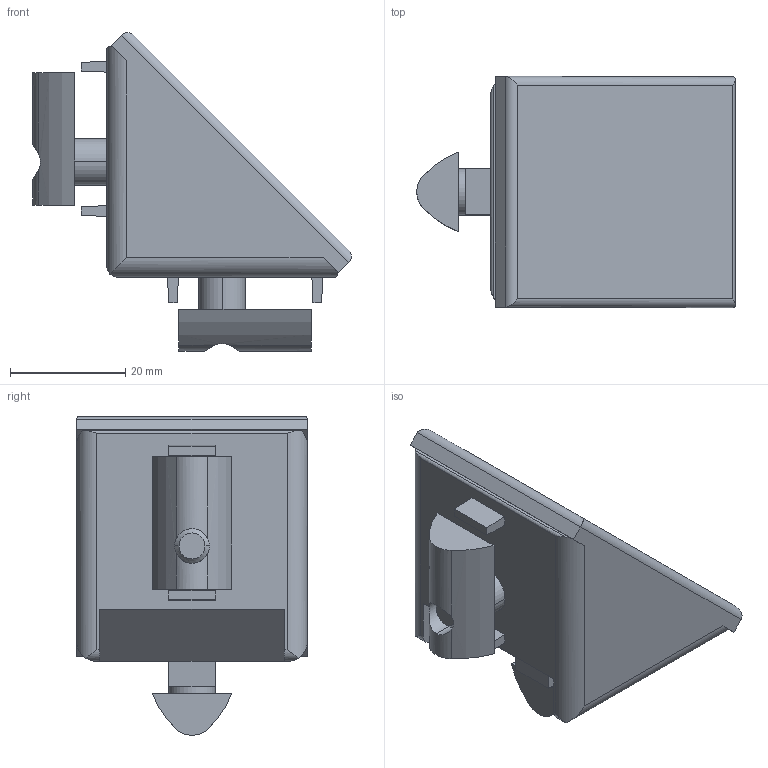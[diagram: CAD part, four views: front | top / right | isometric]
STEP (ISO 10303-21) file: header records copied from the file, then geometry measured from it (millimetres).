
FILE_DESCRIPTION((''),'2;1');
FILE_NAME('KT_ITEM8_WINKELSATZ_40X40','2021-11-18T11:22:50',('rein_je'),(''),'CREO PARAMETRIC BY PTC INC, 2019471','CREO PARAMETRIC BY PTC INC, 2019471','');
FILE_SCHEMA(('AUTOMOTIVE_DESIGN { 1 0 10303 214 1 1 1 1 }'));
Length unit declared in the file: millimetre
Products named in the file (1): KT_ITEM8_WINKELSATZ_40X40
Bounding box: 55.19 x 40 x 55.19 mm (x, y, z)
Volume: 31285.9 mm3; surface area: 16157.5 mm2
Topology: 1 solids, 4 shells, 142 faces, 344 edges, 222 vertices
Faces by surface type: plane 76, cylinder 50, cone 8, torus 8
Entity records: 5485 total; most frequent: CARTESIAN_POINT 1006, ORIENTED_EDGE 680, DIRECTION 672, PRESENTATION_STYLE_ASSIGNMENT 347, STYLED_ITEM 342, CURVE_STYLE 341, EDGE_CURVE 340, AXIS2_PLACEMENT_3D 238
